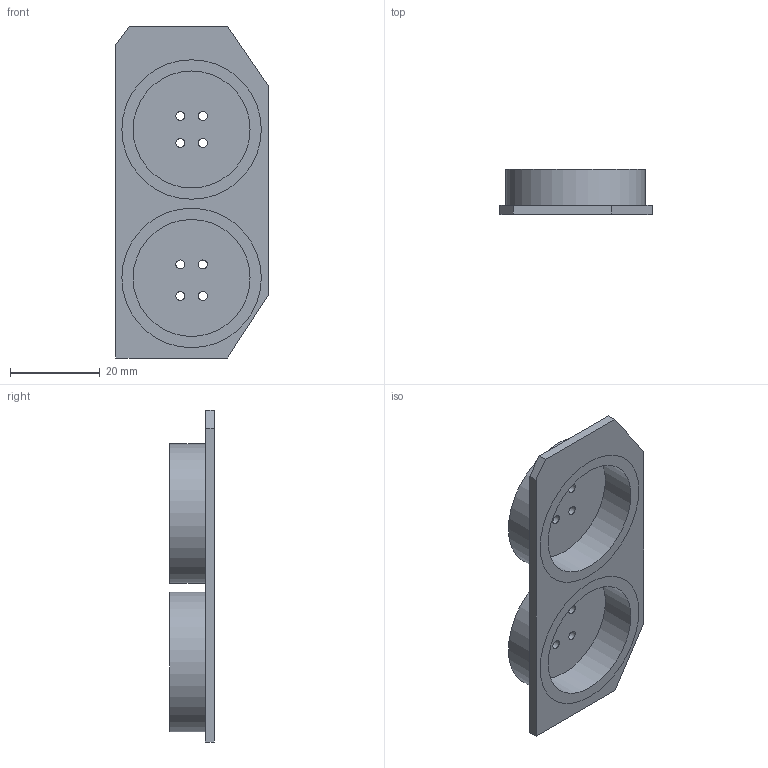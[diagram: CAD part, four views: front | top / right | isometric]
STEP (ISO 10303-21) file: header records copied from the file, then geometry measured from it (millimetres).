
FILE_DESCRIPTION(('FreeCAD Model'),'2;1');
FILE_NAME('Open CASCADE Shape Model','2025-03-28T16:40:58',('Author'),( ''),'Open CASCADE STEP processor 7.8','FreeCAD','Unknown');
FILE_SCHEMA(('AUTOMOTIVE_DESIGN { 1 0 10303 214 1 1 1 1 }'));
Length unit declared in the file: millimetre
Products named in the file (1): LED Housing MK2
Bounding box: 33.81 x 10 x 73.79 mm (x, y, z)
Volume: 8265.6 mm3; surface area: 8051.1 mm2
Topology: 1 solids, 1 shells, 27 faces, 59 edges, 40 vertices
Faces by surface type: plane 15, cylinder 12
Full cylindrical faces by diameter (mm): 2 x8, 26 x2, 31 x2
Entity records: 809 total; most frequent: DIRECTION 141, CARTESIAN_POINT 127, ORIENTED_EDGE 118, EDGE_CURVE 59, AXIS2_PLACEMENT_3D 54, FACE_BOUND 49, EDGE_LOOP 49, VERTEX_POINT 40
